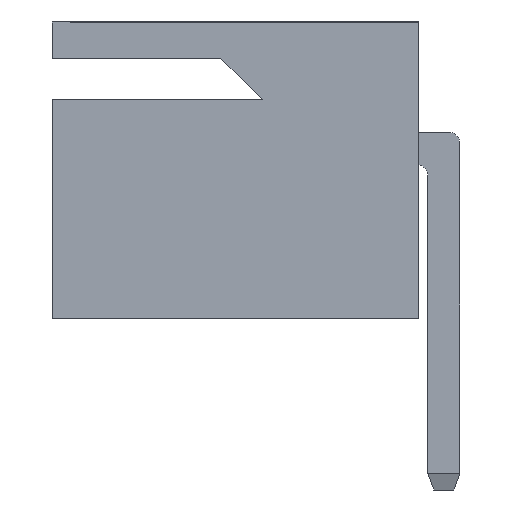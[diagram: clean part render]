
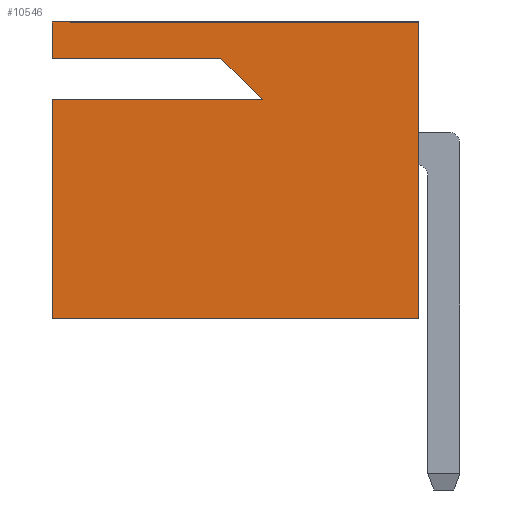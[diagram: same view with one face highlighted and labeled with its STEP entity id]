
A CAD part, left-side view. The second image highlights one B-rep face of the part: STEP entity #10546.
In plain terms, the highlighted planar face has unit normal (-1, 0, 0).
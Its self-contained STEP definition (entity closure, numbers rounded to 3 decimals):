
#829=ORIENTED_EDGE('',*,*,#2923,.T.);
#830=ORIENTED_EDGE('',*,*,#2924,.T.);
#831=ORIENTED_EDGE('',*,*,#2925,.T.);
#832=ORIENTED_EDGE('',*,*,#2797,.T.);
#833=ORIENTED_EDGE('',*,*,#2922,.F.);
#834=ORIENTED_EDGE('',*,*,#2804,.F.);
#835=ORIENTED_EDGE('',*,*,#2739,.T.);
#836=ORIENTED_EDGE('',*,*,#2926,.T.);
#2739=EDGE_CURVE('',#3816,#3815,#4493,.T.);
#2797=EDGE_CURVE('',#3833,#3866,#4551,.T.);
#2804=EDGE_CURVE('',#3816,#3872,#4558,.T.);
#2922=EDGE_CURVE('',#3872,#3866,#4676,.T.);
#2923=EDGE_CURVE('',#3941,#3942,#4677,.T.);
#2924=EDGE_CURVE('',#3942,#3943,#4678,.T.);
#2925=EDGE_CURVE('',#3943,#3833,#4679,.T.);
#2926=EDGE_CURVE('',#3815,#3941,#4680,.T.);
#3815=VERTEX_POINT('',#13418);
#3816=VERTEX_POINT('',#13420);
#3833=VERTEX_POINT('',#13465);
#3866=VERTEX_POINT('',#13532);
#3872=VERTEX_POINT('',#13547);
#3941=VERTEX_POINT('',#13760);
#3942=VERTEX_POINT('',#13761);
#3943=VERTEX_POINT('',#13763);
#4493=LINE('',#13419,#5285);
#4551=LINE('',#13533,#5343);
#4558=LINE('',#13546,#5350);
#4676=LINE('',#13757,#5468);
#4677=LINE('',#13759,#5469);
#4678=LINE('',#13762,#5470);
#4679=LINE('',#13764,#5471);
#4680=LINE('',#13765,#5472);
#5285=VECTOR('',#11660,1000.);
#5343=VECTOR('',#11728,1000.);
#5350=VECTOR('',#11737,1000.);
#5468=VECTOR('',#11903,1000.);
#5469=VECTOR('',#11906,1000.);
#5470=VECTOR('',#11907,1000.);
#5471=VECTOR('',#11908,1000.);
#5472=VECTOR('',#11909,1000.);
#6022=EDGE_LOOP('',(#829,#830,#831,#832,#833,#834,#835,#836));
#6500=FACE_BOUND('',#6022,.T.);
#6978=PLANE('',#11060);
#10546=ADVANCED_FACE('',(#6500),#6978,.T.);
#11060=AXIS2_PLACEMENT_3D('',#13758,#11904,#11905);
#11660=DIRECTION('',(0.,0.,-1.));
#11728=DIRECTION('',(0.,-1.,0.));
#11737=DIRECTION('',(0.,-1.,0.));
#11903=DIRECTION('',(0.,0.,-1.));
#11904=DIRECTION('',(-1.,0.,0.));
#11905=DIRECTION('',(0.,1.,0.));
#11906=DIRECTION('',(0.,-0.707,-0.707));
#11907=DIRECTION('',(0.,1.,0.));
#11908=DIRECTION('',(0.,0.,-1.));
#11909=DIRECTION('',(0.,-1.,0.));
#13418=CARTESIAN_POINT('',(-12.497,7.534,5.131));
#13419=CARTESIAN_POINT('',(-12.497,7.534,5.842));
#13420=CARTESIAN_POINT('',(-12.497,7.534,5.842));
#13465=CARTESIAN_POINT('',(-12.497,7.534,0.));
#13532=CARTESIAN_POINT('',(-12.497,0.32,0.));
#13533=CARTESIAN_POINT('',(-12.497,1.031,0.));
#13546=CARTESIAN_POINT('',(-12.497,1.031,5.842));
#13547=CARTESIAN_POINT('',(-12.497,0.32,5.842));
#13757=CARTESIAN_POINT('',(-12.497,0.32,5.842));
#13758=CARTESIAN_POINT('',(-12.497,1.031,5.842));
#13759=CARTESIAN_POINT('',(-12.497,4.206,5.131));
#13760=CARTESIAN_POINT('',(-12.497,4.206,5.131));
#13761=CARTESIAN_POINT('',(-12.497,3.393,4.318));
#13762=CARTESIAN_POINT('',(-12.497,3.393,4.318));
#13763=CARTESIAN_POINT('',(-12.497,7.534,4.318));
#13764=CARTESIAN_POINT('',(-12.497,7.534,5.842));
#13765=CARTESIAN_POINT('',(-12.497,7.534,5.131));
